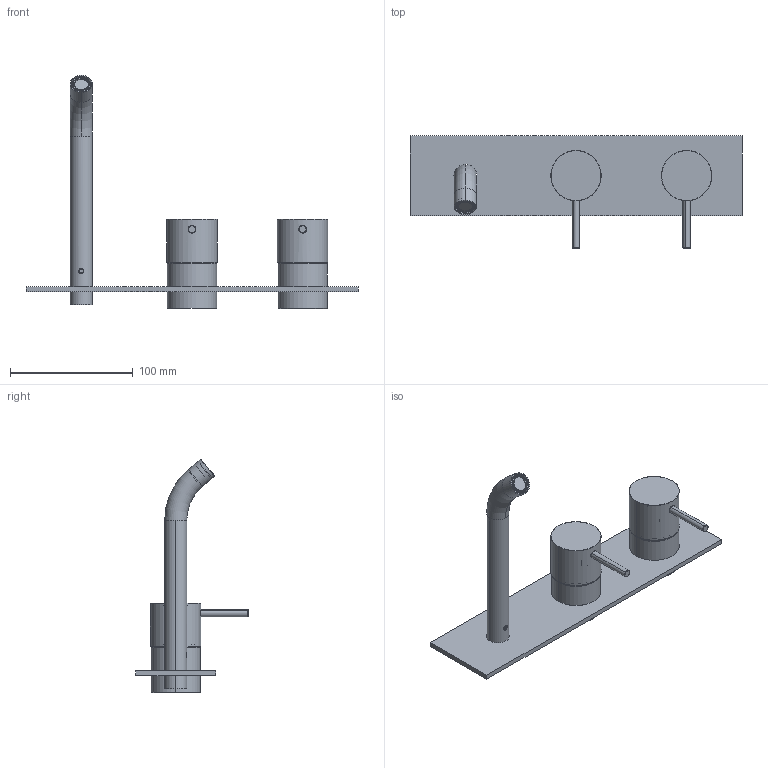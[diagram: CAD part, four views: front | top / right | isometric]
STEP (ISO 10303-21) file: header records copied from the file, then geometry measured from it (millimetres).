
FILE_DESCRIPTION (( 'STEP AP214' ), '1' );
FILE_NAME ('C35.0046 3D.STEP', '2023-01-19T10:56:06', ( '' ), ( '' ), 'SwSTEP 2.0', 'SolidWorks 2022', '' );
FILE_SCHEMA (( 'AUTOMOTIVE_DESIGN' ));
Length unit declared in the file: millimetre
Products named in the file (8): C35.0046 3D; 0001-BICA_CURVA_LAVAT_RIO_ENCASTRAR__18x2MM_000000000000.STEP; C35.0046.STEP; 0001-CASQUILHO__40x37MM_000000000000.STEP; 0044.000.23; 011101102300.STEP; 0001-ESPELHO_270XC65_BICA__18MM_LATERAL.STEP; 0110.003.00
Assembly tree (10 placements, depth 3):
  C35.0046 3D
    C35.0046.STEP
      0001-BICA_CURVA_LAVAT_RIO_ENCASTRAR__18x2MM_000000000000.STEP
      0001-CASQUILHO__40x37MM_000000000000.STEP  x2
      0001-ESPELHO_270XC65_BICA__18MM_LATERAL.STEP
      011101102300.STEP
    0044.000.23  x2
    0110.003.00  x2
Bounding box: 270 x 91.5 x 189.86 mm (x, y, z)
Volume: 134829.3 mm3; surface area: 101522.8 mm2
Topology: 9 solids, 9 shells, 400 faces, 1004 edges, 641 vertices
Faces by surface type: plane 176, cylinder 144, cone 64, torus 14, bspline 2
Entity records: 9639 total; most frequent: CARTESIAN_POINT 2871, DIRECTION 1421, ORIENTED_EDGE 1294, EDGE_CURVE 647, AXIS2_PLACEMENT_3D 538, VERTEX_POINT 413, LINE 345, VECTOR 345
